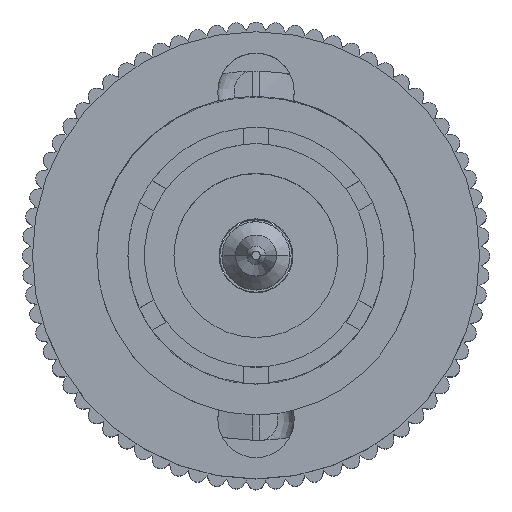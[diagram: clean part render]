
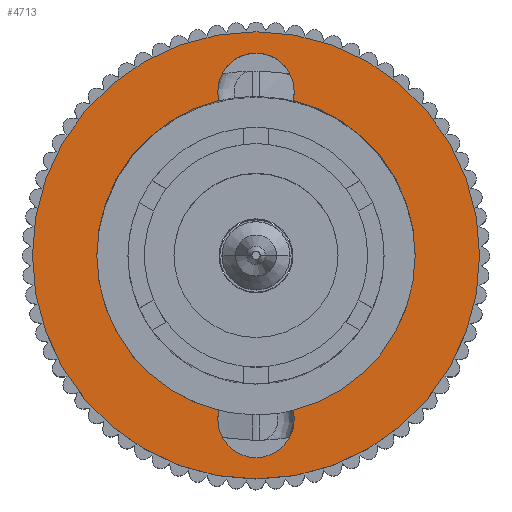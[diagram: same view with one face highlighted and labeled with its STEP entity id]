
A CAD part, top view. The second image highlights one B-rep face of the part: STEP entity #4713.
In plain terms, the highlighted planar face has unit normal (0, 0, 1).
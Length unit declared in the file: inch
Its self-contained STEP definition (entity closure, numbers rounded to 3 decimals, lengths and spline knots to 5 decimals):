
#241 = CARTESIAN_POINT ( 'NONE',  ( 0., 0., 0. ) ) ;
#242 = CIRCLE ( 'NONE', #310, 0.194 ) ;
#307 = CARTESIAN_POINT ( 'NONE',  ( 0.0451, 0.18868, 0. ) ) ;
#308 = DIRECTION ( 'NONE',  ( 1., 0., 0. ) ) ;
#309 = DIRECTION ( 'NONE',  ( 0., 0., 1. ) ) ;
#310 = AXIS2_PLACEMENT_3D ( 'NONE', #241, #309, #308 ) ;
#591 = DIRECTION ( 'NONE',  ( 1., 0., 0. ) ) ;
#592 = DIRECTION ( 'NONE',  ( 0., 0., 1. ) ) ;
#594 = AXIS2_PLACEMENT_3D ( 'NONE', #743, #592, #591 ) ;
#728 = CARTESIAN_POINT ( 'NONE',  ( -0.2725, 0., 0. ) ) ;
#734 = CARTESIAN_POINT ( 'NONE',  ( 0.0451, -0.18868, 0. ) ) ;
#743 = CARTESIAN_POINT ( 'NONE',  ( 0., 0., 0. ) ) ;
#744 = CIRCLE ( 'NONE', #594, 0.2725 ) ;
#881 = DIRECTION ( 'NONE',  ( 1., 0., 0. ) ) ;
#882 = DIRECTION ( 'NONE',  ( 0., 0., 1. ) ) ;
#883 = CARTESIAN_POINT ( 'NONE',  ( 0., 0., 0. ) ) ;
#884 = AXIS2_PLACEMENT_3D ( 'NONE', #883, #882, #881 ) ;
#885 = CIRCLE ( 'NONE', #884, 0.194 ) ;
#998 = DIRECTION ( 'NONE',  ( -1., 0., 0. ) ) ;
#999 = DIRECTION ( 'NONE',  ( 0., 0., 1. ) ) ;
#1000 = AXIS2_PLACEMENT_3D ( 'NONE', #1008, #999, #998 ) ;
#1001 = CIRCLE ( 'NONE', #1000, 0.0465 ) ;
#1008 = CARTESIAN_POINT ( 'NONE',  ( 0., 0.2, 0. ) ) ;
#1030 = CARTESIAN_POINT ( 'NONE',  ( -0.0465, 0.2, 0. ) ) ;
#1055 = CARTESIAN_POINT ( 'NONE',  ( -0.0451, 0.18868, 0. ) ) ;
#1350 = CARTESIAN_POINT ( 'NONE',  ( -0.0451, -0.18868, 0. ) ) ;
#1432 = CARTESIAN_POINT ( 'NONE',  ( -0.194, 0., 0. ) ) ;
#1446 = CIRCLE ( 'NONE', #1512, 0.194 ) ;
#1457 = CARTESIAN_POINT ( 'NONE',  ( 0.2725, 0., 0. ) ) ;
#1508 = CARTESIAN_POINT ( 'NONE',  ( 0.194, 0., 0. ) ) ;
#1509 = DIRECTION ( 'NONE',  ( 1., 0., 0. ) ) ;
#1510 = DIRECTION ( 'NONE',  ( 0., 0., 1. ) ) ;
#1511 = CARTESIAN_POINT ( 'NONE',  ( 0., 0., 0. ) ) ;
#1512 = AXIS2_PLACEMENT_3D ( 'NONE', #1511, #1510, #1509 ) ;
#2502 = CIRCLE ( 'NONE', #2721, 0.0465 ) ;
#2503 = DIRECTION ( 'NONE',  ( 1., 0., 0. ) ) ;
#2504 = DIRECTION ( 'NONE',  ( 0., 0., 1. ) ) ;
#2505 = CARTESIAN_POINT ( 'NONE',  ( 0., 0., 0. ) ) ;
#2506 = AXIS2_PLACEMENT_3D ( 'NONE', #2505, #2504, #2503 ) ;
#2507 = CIRCLE ( 'NONE', #2506, 0.194 ) ;
#2519 = DIRECTION ( 'NONE',  ( 1., 0., 0. ) ) ;
#2520 = DIRECTION ( 'NONE',  ( 0., 0., 1. ) ) ;
#2521 = CARTESIAN_POINT ( 'NONE',  ( 0., 0., 0. ) ) ;
#2522 = AXIS2_PLACEMENT_3D ( 'NONE', #2521, #2520, #2519 ) ;
#2523 = CIRCLE ( 'NONE', #2522, 0.2725 ) ;
#2674 = DIRECTION ( 'NONE',  ( 1., 0., 0. ) ) ;
#2675 = DIRECTION ( 'NONE',  ( 0., 0., 1. ) ) ;
#2676 = CARTESIAN_POINT ( 'NONE',  ( 0.2725, 0., 0. ) ) ;
#2677 = AXIS2_PLACEMENT_3D ( 'NONE', #2676, #2675, #2674 ) ;
#2678 = PLANE ( 'NONE',  #2677 ) ;
#2679 = FACE_OUTER_BOUND ( 'NONE', #4696, .T. ) ;
#2680 = FACE_BOUND ( 'NONE', #4714, .T. ) ;
#2709 = DIRECTION ( 'NONE',  ( 1., 0., 0. ) ) ;
#2710 = DIRECTION ( 'NONE',  ( 0., 0., 1. ) ) ;
#2711 = CARTESIAN_POINT ( 'NONE',  ( 0., -0.2, 0. ) ) ;
#2712 = AXIS2_PLACEMENT_3D ( 'NONE', #2711, #2710, #2709 ) ;
#2713 = CIRCLE ( 'NONE', #2712, 0.0465 ) ;
#2717 = DIRECTION ( 'NONE',  ( -1., 0., 0. ) ) ;
#2719 = DIRECTION ( 'NONE',  ( 0., 0., 1. ) ) ;
#2720 = CARTESIAN_POINT ( 'NONE',  ( 0., 0.2, 0. ) ) ;
#2721 = AXIS2_PLACEMENT_3D ( 'NONE', #2720, #2719, #2717 ) ;
#4306 = VERTEX_POINT ( 'NONE', #728 ) ;
#4308 = EDGE_CURVE ( 'NONE', #4387, #4306, #744, .T. ) ;
#4387 = VERTEX_POINT ( 'NONE', #1457 ) ;
#4696 = EDGE_LOOP ( 'NONE', ( #4697, #4736 ) ) ;
#4697 = ORIENTED_EDGE ( 'NONE', *, *, #4308, .T. ) ;
#4713 = ADVANCED_FACE ( 'NONE', ( #2680, #2679 ), #2678, .T. ) ;
#4714 = EDGE_LOOP ( 'NONE', ( #4743, #4745, #4746, #4747, #4749, #4750, #4751, #4752, #4753, #4755 ) ) ;
#4736 = ORIENTED_EDGE ( 'NONE', *, *, #4737, .T. ) ;
#4737 = EDGE_CURVE ( 'NONE', #4306, #4387, #2523, .T. ) ;
#4743 = ORIENTED_EDGE ( 'NONE', *, *, #4744, .F. ) ;
#4744 = EDGE_CURVE ( 'NONE', #12206, #12562, #2507, .T. ) ;
#4745 = ORIENTED_EDGE ( 'NONE', *, *, #12205, .F. ) ;
#4746 = ORIENTED_EDGE ( 'NONE', *, *, #7572, .F. ) ;
#4747 = ORIENTED_EDGE ( 'NONE', *, *, #4748, .F. ) ;
#4748 = EDGE_CURVE ( 'NONE', #12022, #7633, #2502, .T. ) ;
#4749 = ORIENTED_EDGE ( 'NONE', *, *, #12021, .F. ) ;
#4750 = ORIENTED_EDGE ( 'NONE', *, *, #12580, .F. ) ;
#4751 = ORIENTED_EDGE ( 'NONE', *, *, #7590, .F. ) ;
#4752 = ORIENTED_EDGE ( 'NONE', *, *, #7595, .F. ) ;
#4753 = ORIENTED_EDGE ( 'NONE', *, *, #4754, .F. ) ;
#4754 = EDGE_CURVE ( 'NONE', #12532, #7583, #2713, .T. ) ;
#4755 = ORIENTED_EDGE ( 'NONE', *, *, #12231, .F. ) ;
#7572 = EDGE_CURVE ( 'NONE', #7633, #12190, #10961, .T. ) ;
#7583 = VERTEX_POINT ( 'NONE', #11125 ) ;
#7590 = EDGE_CURVE ( 'NONE', #7596, #12103, #11119, .T. ) ;
#7595 = EDGE_CURVE ( 'NONE', #7583, #7596, #11100, .T. ) ;
#7596 = VERTEX_POINT ( 'NONE', #11089 ) ;
#7633 = VERTEX_POINT ( 'NONE', #11345 ) ;
#10957 = DIRECTION ( 'NONE',  ( -1., 0., 0. ) ) ;
#10958 = DIRECTION ( 'NONE',  ( 0., 0., 1. ) ) ;
#10959 = CARTESIAN_POINT ( 'NONE',  ( 0., 0.2, 0. ) ) ;
#10960 = AXIS2_PLACEMENT_3D ( 'NONE', #10959, #10958, #10957 ) ;
#10961 = CIRCLE ( 'NONE', #10960, 0.0465 ) ;
#11089 = CARTESIAN_POINT ( 'NONE',  ( 0.0465, -0.2, 0. ) ) ;
#11090 = DIRECTION ( 'NONE',  ( 1., 0., 0. ) ) ;
#11091 = DIRECTION ( 'NONE',  ( 0., 0., 1. ) ) ;
#11092 = CARTESIAN_POINT ( 'NONE',  ( 0., -0.2, 0. ) ) ;
#11093 = AXIS2_PLACEMENT_3D ( 'NONE', #11092, #11091, #11090 ) ;
#11100 = CIRCLE ( 'NONE', #11093, 0.0465 ) ;
#11115 = DIRECTION ( 'NONE',  ( 1., 0., 0. ) ) ;
#11116 = DIRECTION ( 'NONE',  ( 0., 0., 1. ) ) ;
#11117 = CARTESIAN_POINT ( 'NONE',  ( 0., -0.2, 0. ) ) ;
#11118 = AXIS2_PLACEMENT_3D ( 'NONE', #11117, #11116, #11115 ) ;
#11119 = CIRCLE ( 'NONE', #11118, 0.0465 ) ;
#11125 = CARTESIAN_POINT ( 'NONE',  ( -0.0465, -0.2, 0. ) ) ;
#11345 = CARTESIAN_POINT ( 'NONE',  ( 0.0465, 0.2, 0. ) ) ;
#12021 = EDGE_CURVE ( 'NONE', #12581, #12022, #242, .T. ) ;
#12022 = VERTEX_POINT ( 'NONE', #307 ) ;
#12103 = VERTEX_POINT ( 'NONE', #734 ) ;
#12190 = VERTEX_POINT ( 'NONE', #1030 ) ;
#12205 = EDGE_CURVE ( 'NONE', #12190, #12206, #1001, .T. ) ;
#12206 = VERTEX_POINT ( 'NONE', #1055 ) ;
#12231 = EDGE_CURVE ( 'NONE', #12562, #12532, #885, .T. ) ;
#12532 = VERTEX_POINT ( 'NONE', #1350 ) ;
#12562 = VERTEX_POINT ( 'NONE', #1432 ) ;
#12580 = EDGE_CURVE ( 'NONE', #12103, #12581, #1446, .T. ) ;
#12581 = VERTEX_POINT ( 'NONE', #1508 ) ;
